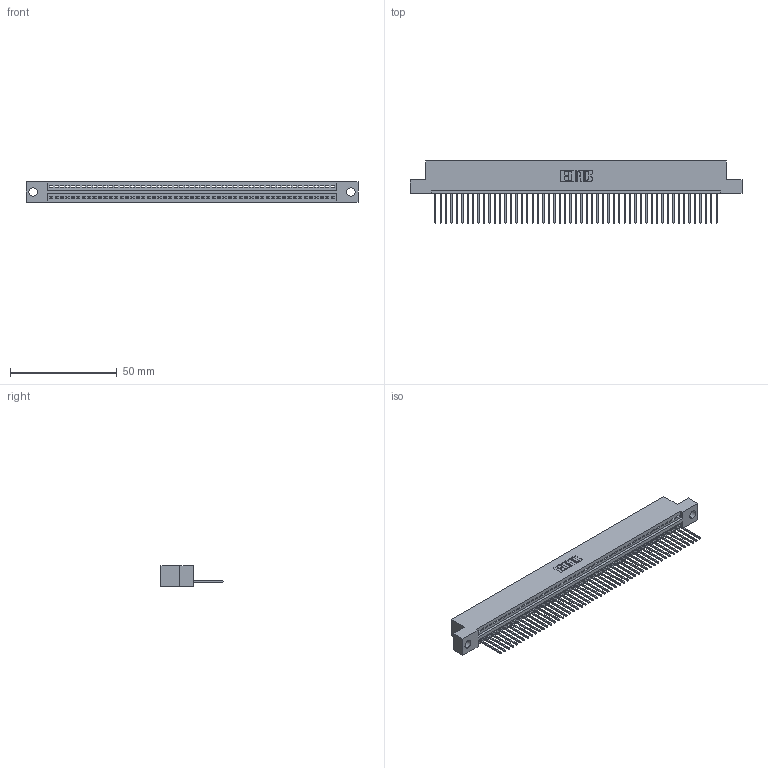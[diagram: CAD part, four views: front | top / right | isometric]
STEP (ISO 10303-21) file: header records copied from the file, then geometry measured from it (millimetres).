
FILE_DESCRIPTION (( 'STEP AP203' ), '1' );
FILE_NAME ('395-053-540-104.STEP', '2018-11-21T03:58:58', ( '' ), ( '' ), 'SwSTEP 2.0', 'SolidWorks 2016', '' );
FILE_SCHEMA (( 'CONFIG_CONTROL_DESIGN' ));
Length unit declared in the file: inch
Products named in the file (3): 345 Part_Flush Mounting Lugs - 0.156 Dia-TH; 395-053-540-104; 345-292-001_345-293-140
Assembly tree (54 placements, depth 2):
  395-053-540-104
    345 Part_Flush Mounting Lugs - 0.156 Dia-TH
    345-292-001_345-293-140  x53
Bounding box: 155.83 x 29.13 x 9.4 mm (x, y, z)
Volume: 14874.8 mm3; surface area: 20242 mm2
Topology: 54 solids, 54 shells, 3200 faces, 9669 edges, 6374 vertices
Faces by surface type: plane 2200, cylinder 1000
Entity records: 38429 total; most frequent: CARTESIAN_POINT 6663, ORIENTED_EDGE 6650, DIRECTION 5803, EDGE_CURVE 3325, LINE 2981, VECTOR 2981, VERTEX_POINT 2214, AXIS2_PLACEMENT_3D 1411
